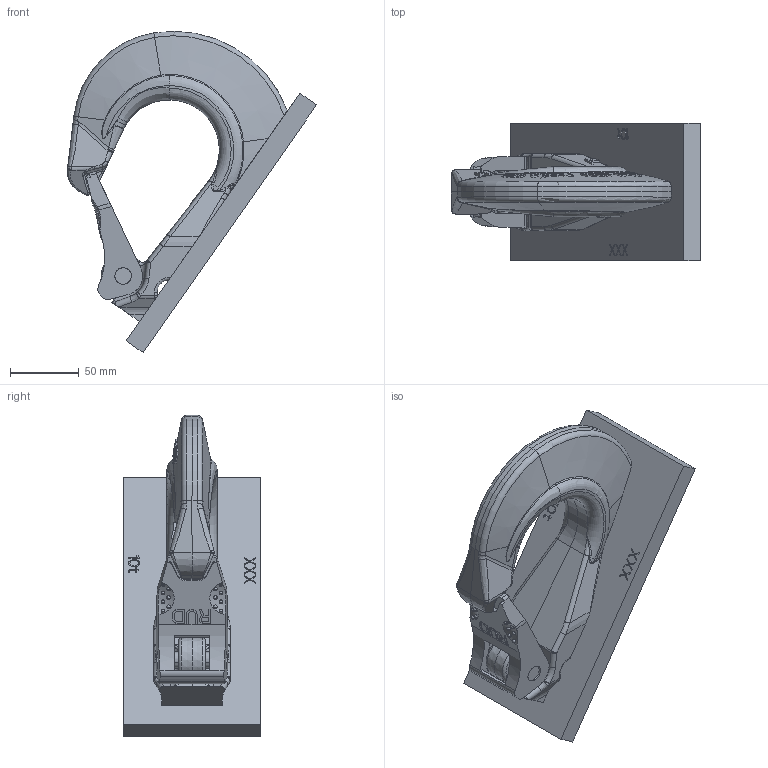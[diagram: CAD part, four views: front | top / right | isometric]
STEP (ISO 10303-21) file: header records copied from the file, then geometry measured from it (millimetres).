
FILE_DESCRIPTION((''),'2;1');
FILE_NAME('001-M32250-P-1_ASM','2013-01-14T',('Azubi.TBM'),(''),'PRO/ENGINEER BY PARAMETRIC TECHNOLOGY CORPORATION, 2010140','PRO/ENGINEER BY PARAMETRIC TECHNOLOGY CORPORATION, 2010140','');
FILE_SCHEMA(('CONFIG_CONTROL_DESIGN'));
Products named in the file (4): 001-M31665-P-1_AF0; 001-M31477-001_AF1; 001-M32250-BA1; 001-M32250-P-1_ASM
Assembly tree (3 placements, depth 2):
  001-M32250-P-1_ASM
    001-M31665-P-1_AF0
    001-M31477-001_AF1
    001-M32250-BA1
Bounding box: 181.35 x 100 x 233.8 mm (x, y, z)
Volume: 736396.8 mm3; surface area: 120618.6 mm2
Topology: 3 solids, 3 shells, 1085 faces, 2957 edges, 1900 vertices
Faces by surface type: plane 743, bspline 150, cylinder 84, cone 54, sphere 30, torus 24
Entity records: 43809 total; most frequent: CARTESIAN_POINT 19382, ORIENTED_EDGE 5858, DIRECTION 3828, EDGE_CURVE 2929, VERTEX_POINT 1900, VECTOR 1326, LINE 1326, B_SPLINE_CURVE_WITH_KNOTS 1294
